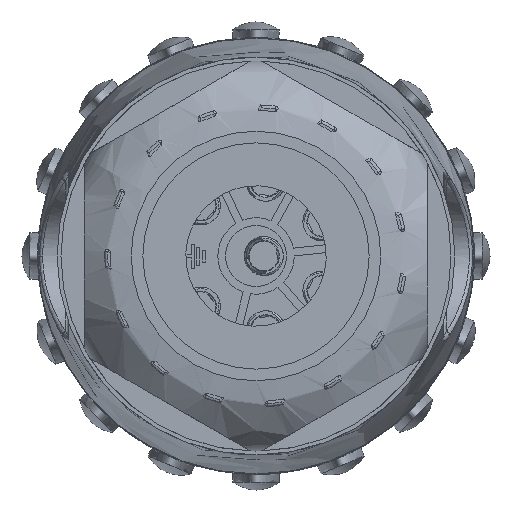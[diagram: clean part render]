
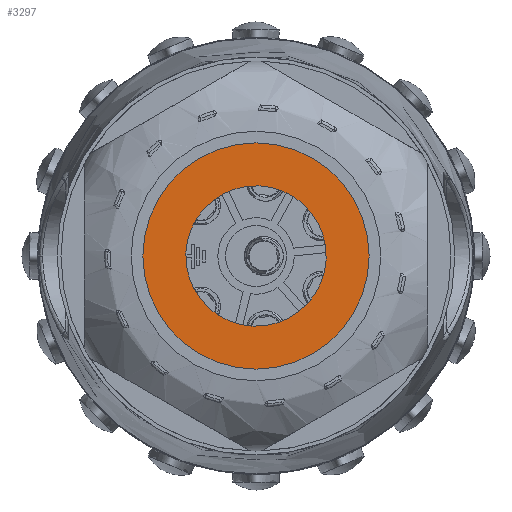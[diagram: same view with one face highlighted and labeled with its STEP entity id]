
A CAD part, left-side view. The second image highlights one B-rep face of the part: STEP entity #3297.
In plain terms, the highlighted planar face has unit normal (-1, 0, 0).
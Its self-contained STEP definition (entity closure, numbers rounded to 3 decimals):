
#982=PLANE('',#29271);
#2280=FACE_BOUND('',#6637,.T.);
#2281=FACE_BOUND('',#6638,.T.);
#3297=ADVANCED_FACE('',(#2280,#2281),#982,.T.);
#6637=EDGE_LOOP('',(#16982));
#6638=EDGE_LOOP('',(#16983));
#16982=ORIENTED_EDGE('',*,*,#25408,.F.);
#16983=ORIENTED_EDGE('',*,*,#25305,.F.);
#21835=VERTEX_POINT('',#45596);
#21928=VERTEX_POINT('',#46689);
#25305=EDGE_CURVE('',#21835,#21835,#27515,.T.);
#25408=EDGE_CURVE('',#21928,#21928,#27558,.T.);
#27515=CIRCLE('',#29217,7.25);
#27558=CIRCLE('',#29270,4.5);
#29217=AXIS2_PLACEMENT_3D('',#45595,#34264,#34265);
#29270=AXIS2_PLACEMENT_3D('',#46688,#34381,#34382);
#29271=AXIS2_PLACEMENT_3D('',#46690,#34383,#34384);
#34264=DIRECTION('',(1.,0.,0.));
#34265=DIRECTION('',(0.,0.,1.));
#34381=DIRECTION('',(-1.,0.,0.));
#34382=DIRECTION('',(0.,0.382,-0.924));
#34383=DIRECTION('',(-1.,0.,0.));
#34384=DIRECTION('',(0.,0.382,-0.924));
#45595=CARTESIAN_POINT('',(-42.9,0.5,0.));
#45596=CARTESIAN_POINT('',(-42.9,0.5,7.25));
#46688=CARTESIAN_POINT('',(-42.9,0.5,0.));
#46689=CARTESIAN_POINT('',(-42.9,2.218,-4.159));
#46690=CARTESIAN_POINT('',(-42.9,5.571,12.212));
